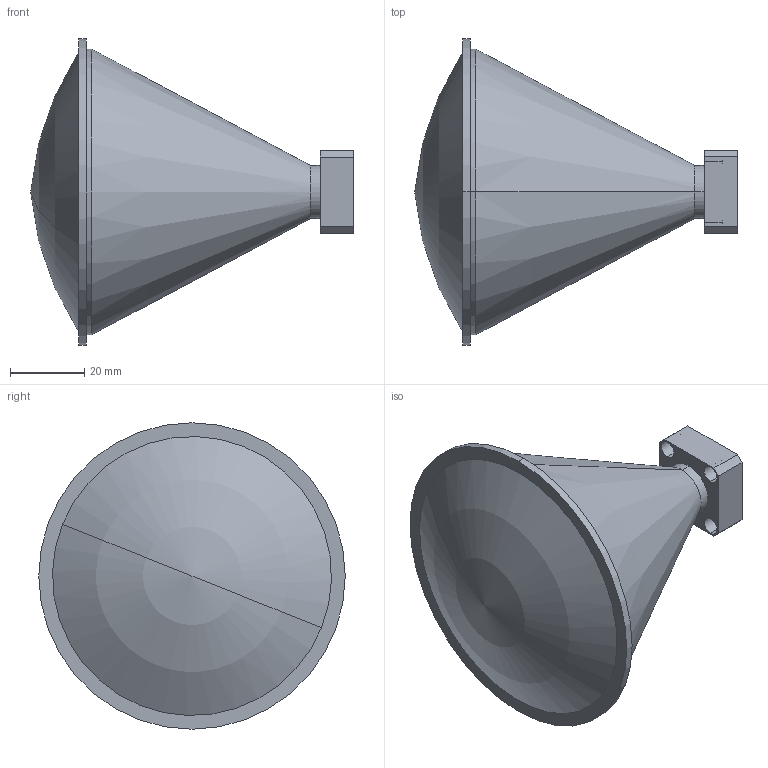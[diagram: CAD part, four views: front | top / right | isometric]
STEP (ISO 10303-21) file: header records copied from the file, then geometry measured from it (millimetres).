
FILE_DESCRIPTION (( 'STEP AP203' ), '1' );
FILE_NAME ('SAL-2232732212-368-S1.STEP', '2019-05-16T00:37:30', ( '' ), ( '' ), 'SwSTEP 2.0', 'SolidWorks 2016', '' );
FILE_SCHEMA (( 'CONFIG_CONTROL_DESIGN' ));
Length unit declared in the file: inch
Products named in the file (1): SAL-2232732212-368-S1
Bounding box: 86.64 x 82.3 x 82.3 mm (x, y, z)
Volume: 159207.8 mm3; surface area: 19531.5 mm2
Topology: 1 solids, 2 shells, 54 faces, 122 edges, 79 vertices
Faces by surface type: cylinder 30, plane 20, torus 2, cone 2
Entity records: 1621 total; most frequent: DIRECTION 294, CARTESIAN_POINT 254, ORIENTED_EDGE 240, EDGE_CURVE 120, AXIS2_PLACEMENT_3D 119, VERTEX_POINT 79, EDGE_LOOP 73, CIRCLE 64
